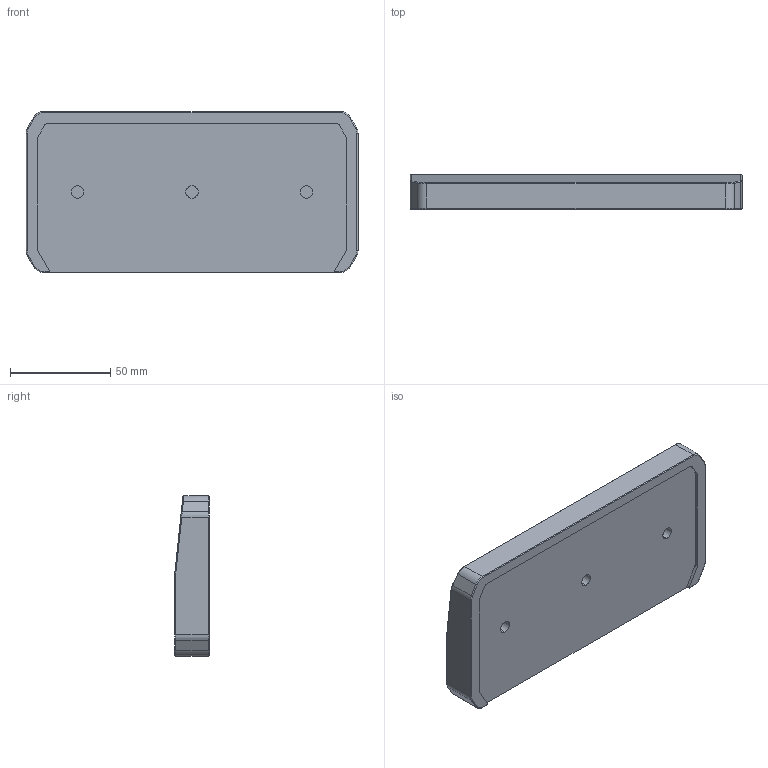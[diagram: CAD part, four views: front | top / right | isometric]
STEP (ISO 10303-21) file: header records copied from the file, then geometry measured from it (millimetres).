
FILE_DESCRIPTION (( 'STEP AP214' ), '1' );
FILE_NAME ('40114-01.STEP', '2023-09-30T19:02:14', ( '' ), ( '' ), 'SwSTEP 2.0', 'SolidWorks 2022', '' );
FILE_SCHEMA (( 'AUTOMOTIVE_DESIGN' ));
Length unit declared in the file: millimetre
Products named in the file (1): 40114-01
Bounding box: 165.62 x 17.4 x 80 mm (x, y, z)
Volume: 196262.2 mm3; surface area: 34173.1 mm2
Topology: 1 solids, 1 shells, 82 faces, 195 edges, 116 vertices
Faces by surface type: cylinder 42, plane 22, torus 12, bspline 4, sphere 2
Entity records: 2417 total; most frequent: CARTESIAN_POINT 478, DIRECTION 431, ORIENTED_EDGE 386, EDGE_CURVE 193, AXIS2_PLACEMENT_3D 169, VERTEX_POINT 116, LINE 93, VECTOR 93
